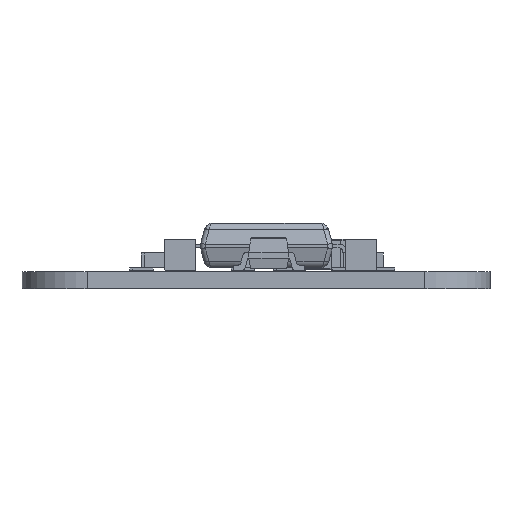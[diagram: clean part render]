
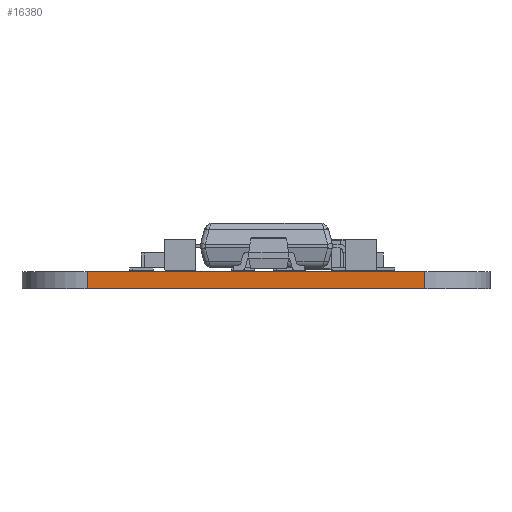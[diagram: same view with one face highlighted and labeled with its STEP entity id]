
A CAD part, front view. The second image highlights one B-rep face of the part: STEP entity #16380.
In plain terms, the highlighted planar face has unit normal (0, -1, 0).
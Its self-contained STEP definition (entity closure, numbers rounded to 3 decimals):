
#15318 = VERTEX_POINT('',#15319);
#15319 = CARTESIAN_POINT('',(14.404,-50.874,0.));
#15326 = EDGE_CURVE('',#15318,#15327,#15329,.T.);
#15327 = VERTEX_POINT('',#15328);
#15328 = CARTESIAN_POINT('',(0.836,-50.874,0.));
#15329 = LINE('',#15330,#15331);
#15330 = CARTESIAN_POINT('',(14.404,-50.874,0.));
#15331 = VECTOR('',#15332,1.);
#15332 = DIRECTION('',(-1.,0.,0.));
#15827 = VERTEX_POINT('',#15828);
#15828 = CARTESIAN_POINT('',(14.404,-50.874,0.7));
#15835 = EDGE_CURVE('',#15827,#15836,#15838,.T.);
#15836 = VERTEX_POINT('',#15837);
#15837 = CARTESIAN_POINT('',(0.836,-50.874,0.7));
#15838 = LINE('',#15839,#15840);
#15839 = CARTESIAN_POINT('',(14.404,-50.874,0.7));
#15840 = VECTOR('',#15841,1.);
#15841 = DIRECTION('',(-1.,0.,0.));
#16352 = EDGE_CURVE('',#15318,#15827,#16353,.T.);
#16353 = LINE('',#16354,#16355);
#16354 = CARTESIAN_POINT('',(14.404,-50.874,0.));
#16355 = VECTOR('',#16356,1.);
#16356 = DIRECTION('',(0.,0.,1.));
#16380 = ADVANCED_FACE('',(#16381),#16392,.T.);
#16381 = FACE_BOUND('',#16382,.T.);
#16382 = EDGE_LOOP('',(#16383,#16384,#16385,#16391));
#16383 = ORIENTED_EDGE('',*,*,#16352,.T.);
#16384 = ORIENTED_EDGE('',*,*,#15835,.T.);
#16385 = ORIENTED_EDGE('',*,*,#16386,.F.);
#16386 = EDGE_CURVE('',#15327,#15836,#16387,.T.);
#16387 = LINE('',#16388,#16389);
#16388 = CARTESIAN_POINT('',(0.836,-50.874,0.));
#16389 = VECTOR('',#16390,1.);
#16390 = DIRECTION('',(0.,0.,1.));
#16391 = ORIENTED_EDGE('',*,*,#15326,.F.);
#16392 = PLANE('',#16393);
#16393 = AXIS2_PLACEMENT_3D('',#16394,#16395,#16396);
#16394 = CARTESIAN_POINT('',(14.404,-50.874,0.));
#16395 = DIRECTION('',(0.,-1.,0.));
#16396 = DIRECTION('',(-1.,0.,0.));
